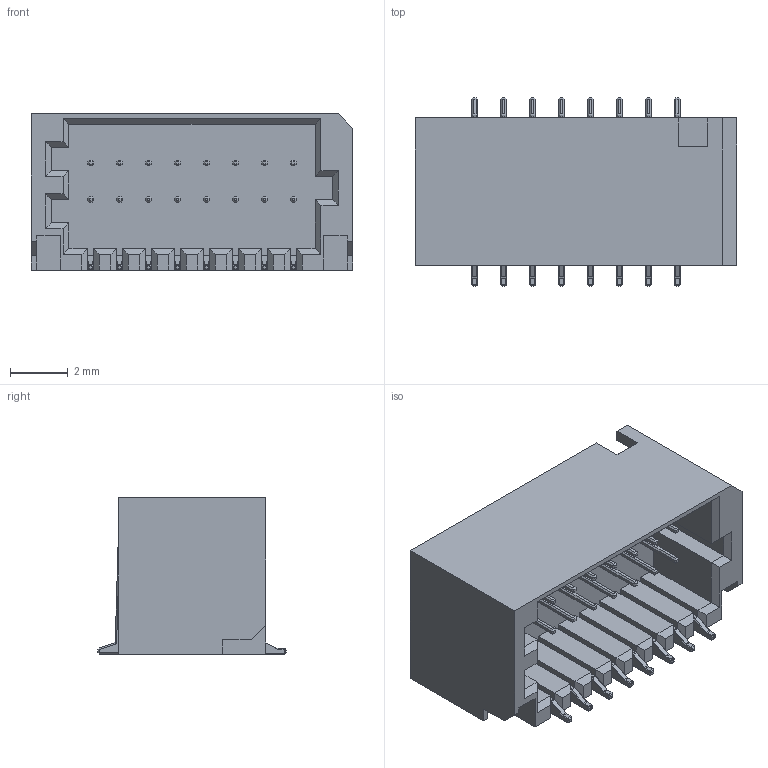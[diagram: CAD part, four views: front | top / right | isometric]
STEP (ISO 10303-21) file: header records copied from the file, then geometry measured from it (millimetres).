
FILE_DESCRIPTION(/* description */ (''),/* implementation_level */ '2;1');
FILE_NAME(/* name */ 'Conn_2x8P_P1.0mm_SMD.step',/* time_stamp */ '2022-11-17T09:45:09+08:00',/* author */ (''),/* organization */ (''),/* preprocessor_version */ 'ST-DEVELOPER v19.2',/* originating_system */ 'Autodesk Translation Framework v11.17.0.187',/* authorisation */ '');
FILE_SCHEMA (('AUTOMOTIVE_DESIGN { 1 0 10303 214 3 1 1 }'));
Length unit declared in the file: millimetre
Products named in the file (5): Conn_2x8P_P1.0mm_SMD; Shell; leg; bleg; 1
Assembly tree (18 placements, depth 2):
  Conn_2x8P_P1.0mm_SMD
    Shell
    leg  x8
    bleg  x8
    1
Bounding box: 11.1 x 6.5 x 5.4 mm (x, y, z)
Volume: 174.5 mm3; surface area: 646.9 mm2
Topology: 25 solids, 25 shells, 1194 faces, 2477 edges, 1342 vertices
Faces by surface type: plane 1178, bspline 16
Entity records: 13045 total; most frequent: CARTESIAN_POINT 2480, ORIENTED_EDGE 2154, DIRECTION 1991, EDGE_CURVE 1077, LINE 1045, VECTOR 1045, VERTEX_POINT 642, EDGE_LOOP 475
